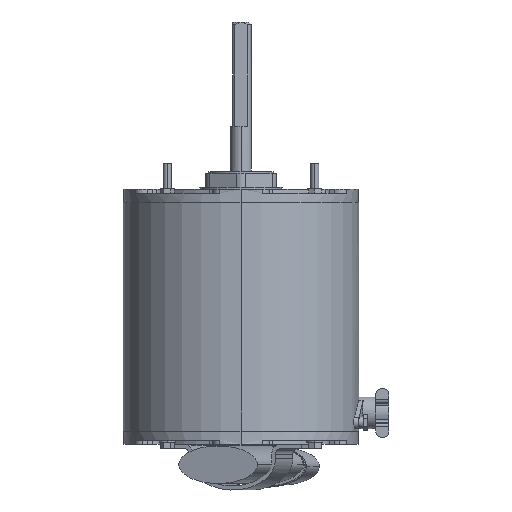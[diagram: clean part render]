
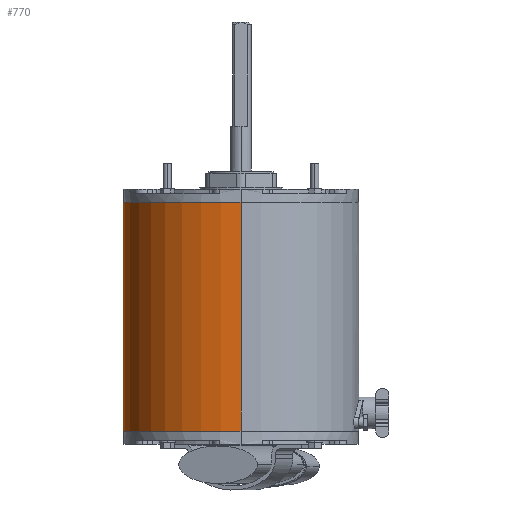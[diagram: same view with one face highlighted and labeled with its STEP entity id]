
A CAD part, left-side view. The second image highlights one B-rep face of the part: STEP entity #770.
In plain terms, the highlighted cylindrical face has radius 71.755 mm (diameter 143.51 mm), a partial arc.
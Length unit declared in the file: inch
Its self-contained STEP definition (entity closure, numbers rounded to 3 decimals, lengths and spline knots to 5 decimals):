
#25 = DIRECTION ( 'NONE',  ( 0., 0., -1. ) ) ;
#57 = DIRECTION ( 'NONE',  ( -1., 0., 0. ) ) ;
#182 = AXIS2_PLACEMENT_3D ( 'NONE', #1305, #8777, #2045 ) ;
#388 = VECTOR ( 'NONE', #958, 39.37008 ) ;
#525 = AXIS2_PLACEMENT_3D ( 'NONE', #1265, #3282, #9854 ) ;
#666 = VERTEX_POINT ( 'NONE', #11454 ) ;
#770 = ADVANCED_FACE ( 'NONE', ( #2226 ), #5950, .T. ) ;
#950 = ORIENTED_EDGE ( 'NONE', *, *, #10570, .T. ) ;
#958 = DIRECTION ( 'NONE',  ( 0., 0., -1. ) ) ;
#1265 = CARTESIAN_POINT ( 'NONE',  ( 0., 0., -4.31496 ) ) ;
#1305 = CARTESIAN_POINT ( 'NONE',  ( 0., 0., 0. ) ) ;
#2045 = DIRECTION ( 'NONE',  ( -1., 0., 0. ) ) ;
#2204 = CARTESIAN_POINT ( 'NONE',  ( 0., 0., -9.79504 ) ) ;
#2226 = FACE_OUTER_BOUND ( 'NONE', #8138, .T. ) ;
#2670 = AXIS2_PLACEMENT_3D ( 'NONE', #2204, #7774, #57 ) ;
#2921 = CARTESIAN_POINT ( 'NONE',  ( 2.825, 0., 0. ) ) ;
#2987 = CARTESIAN_POINT ( 'NONE',  ( 2.825, 0., -9.79504 ) ) ;
#3282 = DIRECTION ( 'NONE',  ( 0., 0., -1. ) ) ;
#3368 = ORIENTED_EDGE ( 'NONE', *, *, #5969, .F. ) ;
#3521 = CARTESIAN_POINT ( 'NONE',  ( -2.825, 0., -9.79504 ) ) ;
#3656 = CIRCLE ( 'NONE', #525, 2.825 ) ;
#4803 = CARTESIAN_POINT ( 'NONE',  ( -2.825, 0., 0. ) ) ;
#5409 = VERTEX_POINT ( 'NONE', #9623 ) ;
#5659 = LINE ( 'NONE', #4803, #8721 ) ;
#5950 = CYLINDRICAL_SURFACE ( 'NONE', #182, 2.825 ) ;
#5969 = EDGE_CURVE ( 'NONE', #5409, #8024, #5659, .T. ) ;
#6184 = CIRCLE ( 'NONE', #2670, 2.825 ) ;
#7706 = EDGE_CURVE ( 'NONE', #666, #7723, #8558, .T. ) ;
#7723 = VERTEX_POINT ( 'NONE', #2987 ) ;
#7774 = DIRECTION ( 'NONE',  ( 0., 0., -1. ) ) ;
#8024 = VERTEX_POINT ( 'NONE', #3521 ) ;
#8138 = EDGE_LOOP ( 'NONE', ( #950, #9392, #8569, #3368 ) ) ;
#8558 = LINE ( 'NONE', #2921, #388 ) ;
#8569 = ORIENTED_EDGE ( 'NONE', *, *, #10113, .F. ) ;
#8721 = VECTOR ( 'NONE', #25, 39.37008 ) ;
#8777 = DIRECTION ( 'NONE',  ( 0., 0., -1. ) ) ;
#9392 = ORIENTED_EDGE ( 'NONE', *, *, #7706, .T. ) ;
#9623 = CARTESIAN_POINT ( 'NONE',  ( -2.825, 0., -4.31496 ) ) ;
#9854 = DIRECTION ( 'NONE',  ( -1., 0., 0. ) ) ;
#10113 = EDGE_CURVE ( 'NONE', #8024, #7723, #6184, .T. ) ;
#10570 = EDGE_CURVE ( 'NONE', #5409, #666, #3656, .T. ) ;
#11454 = CARTESIAN_POINT ( 'NONE',  ( 2.825, 0., -4.31496 ) ) ;
